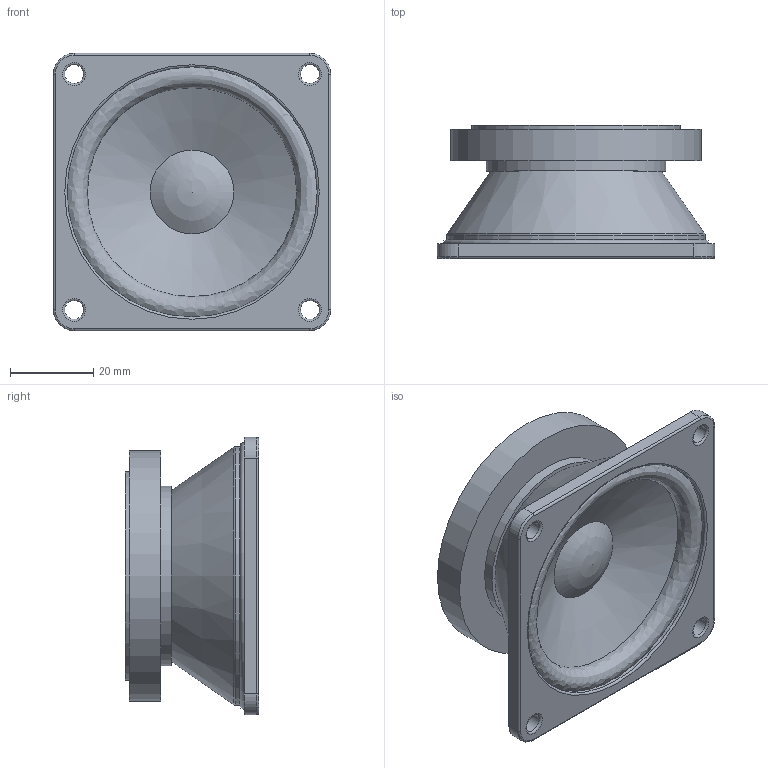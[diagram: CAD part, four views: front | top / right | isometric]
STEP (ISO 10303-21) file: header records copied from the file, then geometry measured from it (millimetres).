
FILE_DESCRIPTION(('FreeCAD Model'),'2;1');
FILE_NAME('Visaton_FRS_7.step','2020-04-03T18:32:55',('Author'),(''), 'Open CASCADE STEP processor 6.8','FreeCAD','Unknown');
FILE_SCHEMA(('AUTOMOTIVE_DESIGN_CC2 { 1 2 10303 214 -1 1 5 4 }'));
Length unit declared in the file: millimetre
Products named in the file (1): Visaton_FRS_7
Bounding box: 66.5 x 32 x 66.5 mm (x, y, z)
Volume: 64499.4 mm3; surface area: 17216 mm2
Topology: 1 solids, 1 shells, 42 faces, 90 edges, 54 vertices
Faces by surface type: cylinder 17, plane 10, torus 9, revolution 3, cone 2, sphere 1
Full cylindrical faces by diameter (mm): 4.5 x4, 43 x1, 50 x1, 60 x2, 62 x1
Entity records: 2678 total; most frequent: CARTESIAN_POINT 828, DIRECTION 358, ORIENTED_EDGE 178, PCURVE 178, DEFINITIONAL_REPRESENTATION 178, LINE 154, VECTOR 154, AXIS2_PLACEMENT_3D 99
